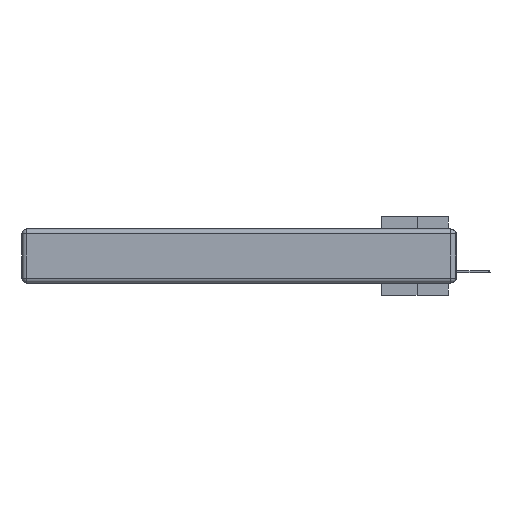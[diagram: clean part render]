
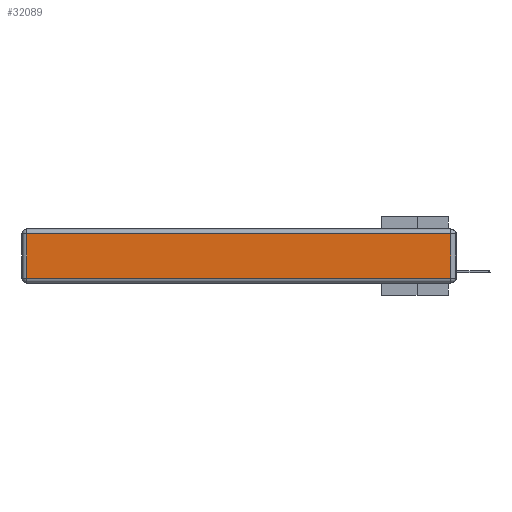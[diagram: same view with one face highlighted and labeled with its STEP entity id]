
A CAD part, left-side view. The second image highlights one B-rep face of the part: STEP entity #32089.
In plain terms, the highlighted planar face has unit normal (-1, 0, 0).
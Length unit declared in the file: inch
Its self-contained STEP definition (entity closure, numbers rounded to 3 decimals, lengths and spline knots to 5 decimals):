
#1942 = DIRECTION ( 'NONE',  ( -1., 0., 0. ) ) ;
#2821 = VERTEX_POINT ( 'NONE', #8023 ) ;
#3464 = VECTOR ( 'NONE', #11373, 39.37008 ) ;
#4775 = CARTESIAN_POINT ( 'NONE',  ( 0., 0., -0.343 ) ) ;
#5368 = CARTESIAN_POINT ( 'NONE',  ( 0., 0., -0.313 ) ) ;
#5694 = CARTESIAN_POINT ( 'NONE',  ( 0., 2.75, -0.03 ) ) ;
#7122 = EDGE_CURVE ( 'NONE', #27682, #8215, #22421, .T. ) ;
#8023 = CARTESIAN_POINT ( 'NONE',  ( 0., 2.72, -0.313 ) ) ;
#8215 = VERTEX_POINT ( 'NONE', #12126 ) ;
#9435 = VECTOR ( 'NONE', #17420, 39.37008 ) ;
#9792 = AXIS2_PLACEMENT_3D ( 'NONE', #4775, #1942, #28015 ) ;
#10396 = FACE_OUTER_BOUND ( 'NONE', #10768, .T. ) ;
#10768 = EDGE_LOOP ( 'NONE', ( #18052, #23292, #31409, #19061 ) ) ;
#11373 = DIRECTION ( 'NONE',  ( 0., 1., 0. ) ) ;
#11664 = LINE ( 'NONE', #21750, #29064 ) ;
#12126 = CARTESIAN_POINT ( 'NONE',  ( 0., 0.03, -0.03 ) ) ;
#12649 = EDGE_CURVE ( 'NONE', #8215, #19318, #23360, .T. ) ;
#14448 = CARTESIAN_POINT ( 'NONE',  ( 0., 0.03, -0.343 ) ) ;
#14751 = VECTOR ( 'NONE', #29209, 39.37008 ) ;
#14889 = CARTESIAN_POINT ( 'NONE',  ( 0., 2.72, -0.03 ) ) ;
#15159 = EDGE_CURVE ( 'NONE', #2821, #27682, #21150, .T. ) ;
#17420 = DIRECTION ( 'NONE',  ( 0., 0., 1. ) ) ;
#17743 = PLANE ( 'NONE',  #9792 ) ;
#18052 = ORIENTED_EDGE ( 'NONE', *, *, #15159, .T. ) ;
#19061 = ORIENTED_EDGE ( 'NONE', *, *, #26893, .T. ) ;
#19318 = VERTEX_POINT ( 'NONE', #14889 ) ;
#21150 = LINE ( 'NONE', #5368, #14751 ) ;
#21530 = DIRECTION ( 'NONE',  ( 0., 0., -1. ) ) ;
#21750 = CARTESIAN_POINT ( 'NONE',  ( 0., 2.72, -0.343 ) ) ;
#22421 = LINE ( 'NONE', #14448, #9435 ) ;
#23292 = ORIENTED_EDGE ( 'NONE', *, *, #7122, .T. ) ;
#23360 = LINE ( 'NONE', #5694, #3464 ) ;
#26893 = EDGE_CURVE ( 'NONE', #19318, #2821, #11664, .T. ) ;
#27682 = VERTEX_POINT ( 'NONE', #29766 ) ;
#28015 = DIRECTION ( 'NONE',  ( 0., 0., 1. ) ) ;
#29064 = VECTOR ( 'NONE', #21530, 39.37008 ) ;
#29209 = DIRECTION ( 'NONE',  ( 0., -1., 0. ) ) ;
#29766 = CARTESIAN_POINT ( 'NONE',  ( 0., 0.03, -0.313 ) ) ;
#31409 = ORIENTED_EDGE ( 'NONE', *, *, #12649, .T. ) ;
#32089 = ADVANCED_FACE ( 'NONE', ( #10396 ), #17743, .T. ) ;
